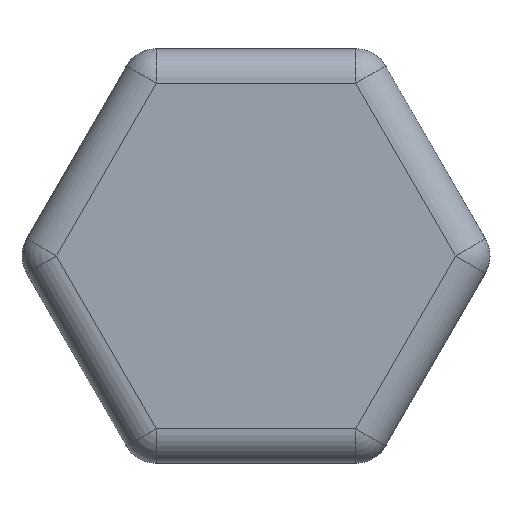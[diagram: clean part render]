
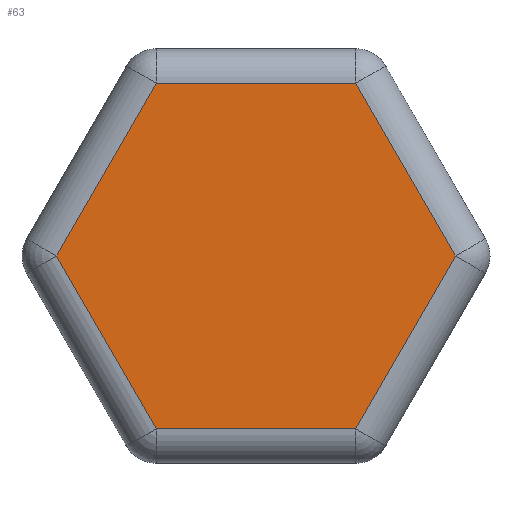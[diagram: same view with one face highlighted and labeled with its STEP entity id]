
A CAD part, front view. The second image highlights one B-rep face of the part: STEP entity #63.
In plain terms, the highlighted planar face has unit normal (0, -1, 0).
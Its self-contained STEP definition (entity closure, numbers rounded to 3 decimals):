
#5 = DIRECTION ( 'NONE',  ( 0., 0., 1. ) ) ;
#13 = FACE_OUTER_BOUND ( 'NONE', #122, .T. ) ;
#20 = CARTESIAN_POINT ( 'NONE',  ( 1.732, -2.5, -2.5 ) ) ;
#23 = EDGE_CURVE ( 'NONE', #673, #388, #435, .T. ) ;
#37 = ORIENTED_EDGE ( 'NONE', *, *, #735, .T. ) ;
#47 = DIRECTION ( 'NONE',  ( 0.5, 0., -0.866 ) ) ;
#61 = LINE ( 'NONE', #486, #468 ) ;
#63 = ADVANCED_FACE ( 'NONE', ( #13 ), #497, .F. ) ;
#110 = VECTOR ( 'NONE', #246, 1000. ) ;
#122 = EDGE_LOOP ( 'NONE', ( #367, #708, #662, #794, #37, #153 ) ) ;
#135 = DIRECTION ( 'NONE',  ( 1., 0., 0. ) ) ;
#153 = ORIENTED_EDGE ( 'NONE', *, *, #764, .T. ) ;
#171 = LINE ( 'NONE', #302, #718 ) ;
#172 = DIRECTION ( 'NONE',  ( -1., 0., 0. ) ) ;
#178 = LINE ( 'NONE', #667, #110 ) ;
#187 = DIRECTION ( 'NONE',  ( -0.5, 0., 0.866 ) ) ;
#197 = LINE ( 'NONE', #439, #304 ) ;
#204 = CARTESIAN_POINT ( 'NONE',  ( 0., -2.5, 0. ) ) ;
#218 = VERTEX_POINT ( 'NONE', #713 ) ;
#224 = LINE ( 'NONE', #466, #444 ) ;
#236 = CARTESIAN_POINT ( 'NONE',  ( -2.887, -2.5, 0. ) ) ;
#243 = AXIS2_PLACEMENT_3D ( 'NONE', #204, #697, #5 ) ;
#246 = DIRECTION ( 'NONE',  ( -0.5, 0., -0.866 ) ) ;
#292 = CARTESIAN_POINT ( 'NONE',  ( -1.443, -2.5, 2.5 ) ) ;
#299 = CARTESIAN_POINT ( 'NONE',  ( -1.443, -2.5, -2.5 ) ) ;
#302 = CARTESIAN_POINT ( 'NONE',  ( -1.299, -2.5, -2.75 ) ) ;
#304 = VECTOR ( 'NONE', #549, 1000. ) ;
#311 = VERTEX_POINT ( 'NONE', #292 ) ;
#332 = EDGE_CURVE ( 'NONE', #778, #218, #61, .T. ) ;
#353 = EDGE_CURVE ( 'NONE', #605, #673, #171, .T. ) ;
#367 = ORIENTED_EDGE ( 'NONE', *, *, #353, .T. ) ;
#388 = VERTEX_POINT ( 'NONE', #480 ) ;
#435 = LINE ( 'NONE', #20, #701 ) ;
#439 = CARTESIAN_POINT ( 'NONE',  ( 3.031, -2.5, 0.25 ) ) ;
#441 = EDGE_CURVE ( 'NONE', #388, #778, #197, .T. ) ;
#444 = VECTOR ( 'NONE', #172, 1000. ) ;
#466 = CARTESIAN_POINT ( 'NONE',  ( -1.732, -2.5, 2.5 ) ) ;
#468 = VECTOR ( 'NONE', #187, 1000. ) ;
#475 = CARTESIAN_POINT ( 'NONE',  ( 2.887, -2.5, 0. ) ) ;
#480 = CARTESIAN_POINT ( 'NONE',  ( 1.443, -2.5, -2.5 ) ) ;
#486 = CARTESIAN_POINT ( 'NONE',  ( 1.299, -2.5, 2.75 ) ) ;
#497 = PLANE ( 'NONE',  #243 ) ;
#549 = DIRECTION ( 'NONE',  ( 0.5, 0., 0.866 ) ) ;
#605 = VERTEX_POINT ( 'NONE', #236 ) ;
#662 = ORIENTED_EDGE ( 'NONE', *, *, #441, .T. ) ;
#667 = CARTESIAN_POINT ( 'NONE',  ( -3.031, -2.5, -0.25 ) ) ;
#673 = VERTEX_POINT ( 'NONE', #299 ) ;
#697 = DIRECTION ( 'NONE',  ( 0., 1., 0. ) ) ;
#701 = VECTOR ( 'NONE', #135, 1000. ) ;
#708 = ORIENTED_EDGE ( 'NONE', *, *, #23, .T. ) ;
#713 = CARTESIAN_POINT ( 'NONE',  ( 1.443, -2.5, 2.5 ) ) ;
#718 = VECTOR ( 'NONE', #47, 1000. ) ;
#735 = EDGE_CURVE ( 'NONE', #218, #311, #224, .T. ) ;
#764 = EDGE_CURVE ( 'NONE', #311, #605, #178, .T. ) ;
#778 = VERTEX_POINT ( 'NONE', #475 ) ;
#794 = ORIENTED_EDGE ( 'NONE', *, *, #332, .T. ) ;
